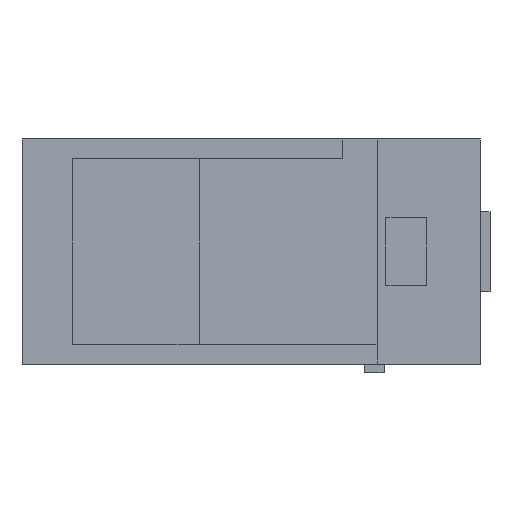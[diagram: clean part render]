
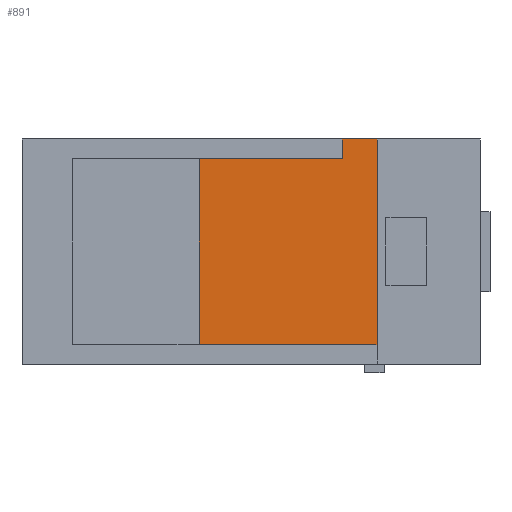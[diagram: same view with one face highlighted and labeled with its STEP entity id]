
A CAD part, left-side view. The second image highlights one B-rep face of the part: STEP entity #891.
In plain terms, the highlighted planar face has unit normal (-1, 0, 0).
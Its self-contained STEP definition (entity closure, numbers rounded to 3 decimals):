
#35=FACE_OUTER_BOUND('',#84,.T.);
#84=EDGE_LOOP('',(#655,#656,#657,#658,#659,#660));
#164=LINE('',#1304,#289);
#166=LINE('',#1308,#291);
#168=LINE('',#1312,#293);
#171=LINE('',#1318,#296);
#173=LINE('',#1321,#298);
#174=LINE('',#1323,#299);
#289=VECTOR('',#1056,10.);
#291=VECTOR('',#1060,10.);
#293=VECTOR('',#1064,10.);
#296=VECTOR('',#1069,10.);
#298=VECTOR('',#1073,10.);
#299=VECTOR('',#1076,10.);
#405=VERTEX_POINT('',#1301);
#406=VERTEX_POINT('',#1303);
#407=VERTEX_POINT('',#1307);
#408=VERTEX_POINT('',#1311);
#409=VERTEX_POINT('',#1315);
#410=VERTEX_POINT('',#1317);
#497=EDGE_CURVE('',#406,#405,#164,.T.);
#499=EDGE_CURVE('',#407,#406,#166,.T.);
#501=EDGE_CURVE('',#408,#407,#168,.T.);
#504=EDGE_CURVE('',#410,#409,#171,.T.);
#506=EDGE_CURVE('',#405,#410,#173,.T.);
#507=EDGE_CURVE('',#409,#408,#174,.T.);
#655=ORIENTED_EDGE('',*,*,#497,.T.);
#656=ORIENTED_EDGE('',*,*,#506,.T.);
#657=ORIENTED_EDGE('',*,*,#504,.T.);
#658=ORIENTED_EDGE('',*,*,#507,.T.);
#659=ORIENTED_EDGE('',*,*,#501,.T.);
#660=ORIENTED_EDGE('',*,*,#499,.T.);
#843=PLANE('',#953);
#891=ADVANCED_FACE('',(#35),#843,.T.);
#953=AXIS2_PLACEMENT_3D('',#1322,#1074,#1075);
#1056=DIRECTION('',(0.,0.,-1.));
#1060=DIRECTION('',(0.,1.,0.));
#1064=DIRECTION('',(0.,0.,-1.));
#1069=DIRECTION('',(0.,0.,1.));
#1073=DIRECTION('',(0.,-1.,0.));
#1074=DIRECTION('center_axis',(-1.,0.,0.));
#1075=DIRECTION('ref_axis',(0.,0.,1.));
#1076=DIRECTION('',(0.,1.,0.));
#1301=CARTESIAN_POINT('',(-1.95,-19.9,2.2));
#1303=CARTESIAN_POINT('',(-1.95,-19.9,23.1));
#1304=CARTESIAN_POINT('',(-1.95,-19.9,23.1));
#1307=CARTESIAN_POINT('',(-1.95,-36.,23.1));
#1308=CARTESIAN_POINT('',(-1.95,-19.9,23.1));
#1311=CARTESIAN_POINT('',(-1.95,-36.,25.3));
#1312=CARTESIAN_POINT('',(-1.95,-36.,23.1));
#1315=CARTESIAN_POINT('',(-1.95,-39.9,25.3));
#1317=CARTESIAN_POINT('',(-1.95,-39.9,2.2));
#1318=CARTESIAN_POINT('',(-1.95,-39.9,0.));
#1321=CARTESIAN_POINT('',(-1.95,-19.9,2.2));
#1322=CARTESIAN_POINT('Origin',(-1.95,-29.9,13.75));
#1323=CARTESIAN_POINT('',(-1.95,-39.9,25.3));
